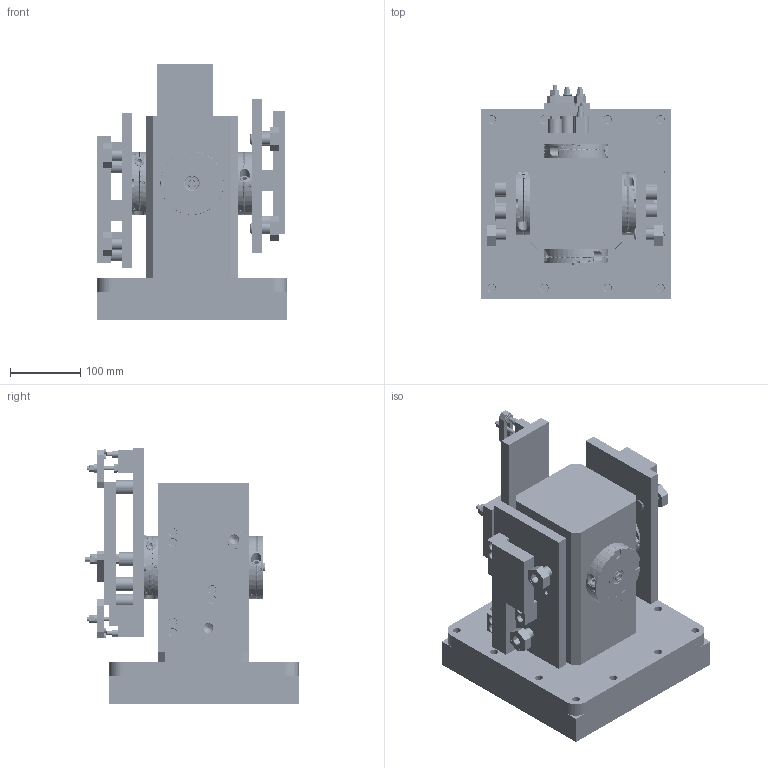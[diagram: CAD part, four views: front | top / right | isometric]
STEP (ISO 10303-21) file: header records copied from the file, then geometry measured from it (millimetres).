
FILE_DESCRIPTION(/* description */ (''),/* implementation_level */ '2;1');
FILE_NAME(/* name */ 'Final_Pallet Assembly v3.step',/* time_stamp */ '2021-05-16T14:54:03+05:00',/* author */ (''),/* organization */ (''),/* preprocessor_version */ 'ST-DEVELOPER v18.1',/* originating_system */ 'Autodesk Translation Framework v10.6.0.1341',/* authorisation */ '');
FILE_SCHEMA (('AUTOMOTIVE_DESIGN { 1 0 10303 214 3 1 1 }'));
Length unit declared in the file: millimetre
Products named in the file (42): Pallet Assembly; Tombstone; Chuck_0435105 NSE Mini 90-V1_stp; Block; External1; BasePlate01_Cat_Raw; Workpiece; Cat_Finished; Cat_Raw; BasePlate01; Rec_Jaw; Sup_Base; Hex_Jaw; Nut; M16; BasePlate02_Cat_WIP1; Cat_WIP1; Parte9; BasePlate02; Rec_Jaw_1; Bracket_Setup; 42089; 32084; 22079; 12074; sostegno_staffa; Reference_Pin; Bracket_Screw; Bracket; Washer; Hex_Nut_M8; Indexing_Pin; Sup_Base_1; BasePlate03_Cat_WIP2; Cat_WIP2; Parte43; BasePlate03; Rec_Jaw_2; Hex_Jaw2; Nut_2 ...
Assembly tree (59 placements, depth 5):
  Pallet Assembly
    Tombstone
      Chuck_0435105 NSE Mini 90-V1_stp  x4
      Block
        External1
    BasePlate01_Cat_Raw
      Workpiece
        Cat_Finished
        Cat_Raw
      BasePlate01
        Rec_Jaw  x3
        Sup_Base  x3
        Hex_Jaw  x2
          Nut
          M16
    BasePlate02_Cat_WIP1
      Cat_WIP1
        Parte9
      BasePlate02
        Rec_Jaw_1  x2
        Bracket_Setup  x2
          42089
          32084
          22079
          12074
          sostegno_staffa
        Reference_Pin
        Bracket_Screw
        Bracket
        Washer
        Hex_Nut_M8
        Indexing_Pin  x2
        Sup_Base_1  x3
    BasePlate03_Cat_WIP2
      Cat_WIP2
        Parte43
      BasePlate03
        Rec_Jaw_2  x3
        Hex_Jaw2  x2
          Nut_2
          M16_2
        Sup_Base_2  x3
Bounding box: 270 x 303.2 x 365 mm (x, y, z)
Volume: 10526517.6 mm3; surface area: 1007224.6 mm2
Topology: 55 solids, 147 shells, 3514 faces, 8305 edges, 5272 vertices
Faces by surface type: plane 2073, cylinder 771, cone 586, torus 84
Full cylindrical faces by diameter (mm): 2.459 x40, 3.2 x24, 3.242 x52, 4 x12, 4.1 x4, 4.2 x20, 4.3 x12, 4.7 x4, 5 x20, 5.1 x6, 5.3 x24, 6 x58, 6.3 x24, 6.6 x18, 6.647 x6, 8.2 x4, 8.25 x12, 8.4 x1, 9 x2, 9.5 x4, 10 x35, 10.5 x28, 11 x29, 11.6 x4, 12 x6, 12.5 x4, 15 x1, 16 x4, 16.5 x4, 19.54 x4
Entity records: 40123 total; most frequent: CARTESIAN_POINT 8343, DIRECTION 6496, ORIENTED_EDGE 6366, EDGE_CURVE 3183, AXIS2_PLACEMENT_3D 2435, VERTEX_POINT 2065, LINE 1626, VECTOR 1626
